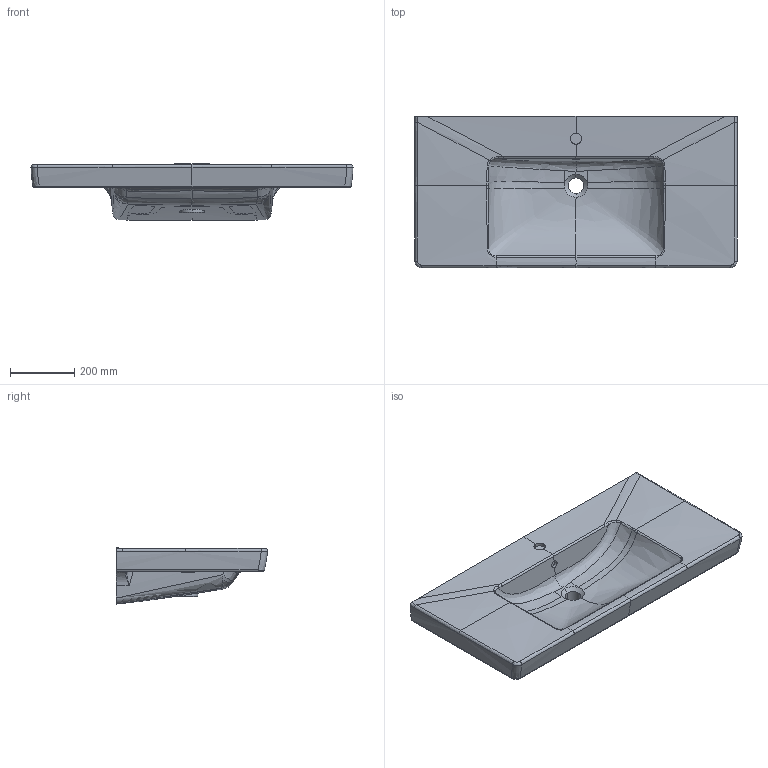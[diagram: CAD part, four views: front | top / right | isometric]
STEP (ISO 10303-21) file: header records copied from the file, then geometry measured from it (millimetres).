
FILE_DESCRIPTION(/* description */ (''),/* implementation_level */ '2;1');
FILE_NAME(/* name */ '7175A0_Subway2.0_WT100.stp',/* time_stamp */ '2018-11-15T13:06:42+01:00',/* author */ (''),/* organization */ (''),/* preprocessor_version */ 'ST-DEVELOPER v16',/* originating_system */ 'SIEMENS PLM Software NX 10.0',/* authorisation */ '');
FILE_SCHEMA (('AUTOMOTIVE_DESIGN { 1 0 10303 214 3 1 1 1 }'));
Length unit declared in the file: millimetre
Products named in the file (1): Sier1C5052CE8075
Bounding box: 999.91 x 469.81 x 174.39 mm (x, y, z)
Volume: 32343915.6 mm3; surface area: 1310393.6 mm2
Topology: 1 solids, 1 shells, 149 faces, 400 edges, 251 vertices
Faces by surface type: bspline 110, plane 17, cylinder 14, extrusion 6, cone 2
Entity records: 18988 total; most frequent: CARTESIAN_POINT 16305, ORIENTED_EDGE 796, EDGE_CURVE 398, B_SPLINE_CURVE_WITH_KNOTS 276, VERTEX_POINT 251, DIRECTION 192, EDGE_LOOP 151, ADVANCED_FACE 149
